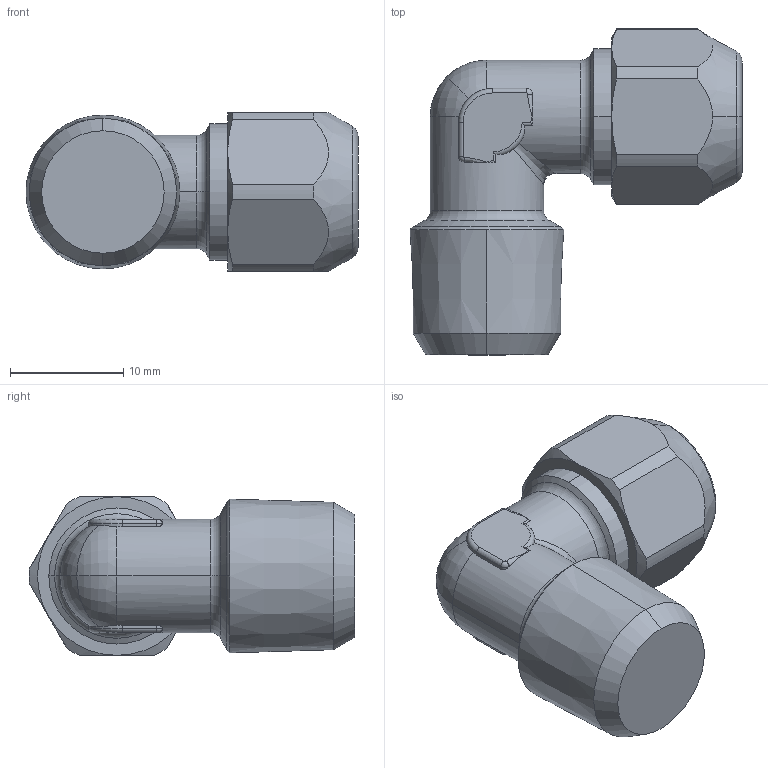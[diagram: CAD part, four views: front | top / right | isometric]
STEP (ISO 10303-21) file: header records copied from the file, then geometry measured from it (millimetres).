
FILE_DESCRIPTION (( 'STEP AP214' ), '1' );
FILE_NAME ('6110000007A.step', '2012-10-16T17:30:26', ( '' ), ( '' ), 'SwSTEP 2.0', 'SolidWorks 2012', '' );
FILE_SCHEMA (( 'AUTOMOTIVE_DESIGN' ));
Length unit declared in the file: millimetre
Products named in the file (1): 6110000007A
Bounding box: 29.29 x 28.75 x 14 mm (x, y, z)
Volume: 5017.7 mm3; surface area: 1950.3 mm2
Topology: 1 solids, 1 shells, 96 faces, 244 edges, 143 vertices
Faces by surface type: cylinder 32, torus 20, plane 19, cone 16, bspline 9
Entity records: 3236 total; most frequent: CARTESIAN_POINT 1026, ORIENTED_EDGE 472, DIRECTION 452, EDGE_CURVE 236, AXIS2_PLACEMENT_3D 192, VERTEX_POINT 143, CIRCLE 104, EDGE_LOOP 97
